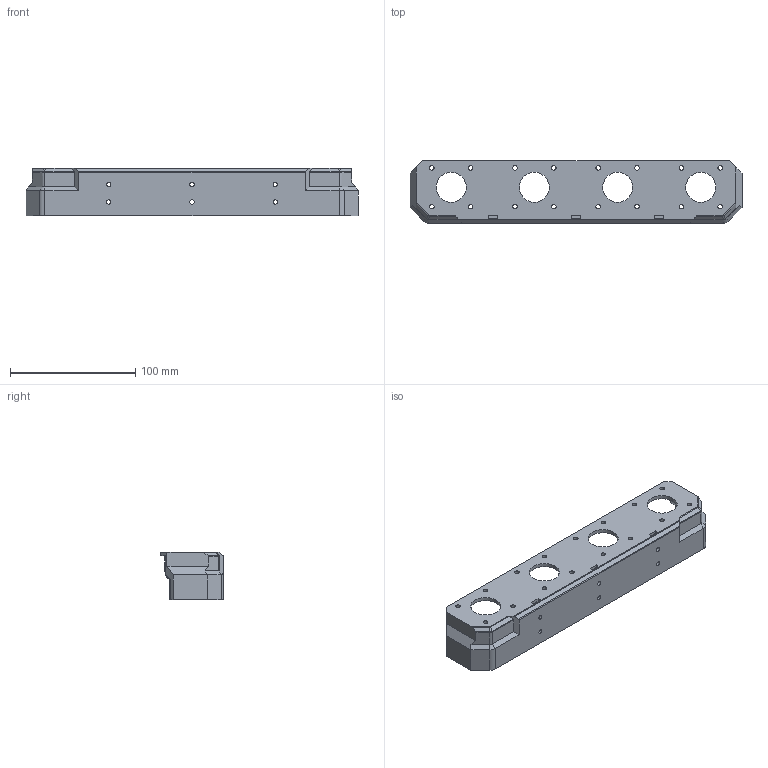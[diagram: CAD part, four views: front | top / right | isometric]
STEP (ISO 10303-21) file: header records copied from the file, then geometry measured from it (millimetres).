
FILE_DESCRIPTION (( 'STEP AP214' ), '1' );
FILE_NAME ('K1-kütük tutucu.STEP', '2024-10-08T07:50:40', ( '' ), ( '' ), 'SwSTEP 2.0', 'SolidWorks 2022', '' );
FILE_SCHEMA (( 'AUTOMOTIVE_DESIGN' ));
Length unit declared in the file: millimetre
Products named in the file (1): K1-kütük tutucu
Bounding box: 265 x 50 x 38 mm (x, y, z)
Volume: 129195.2 mm3; surface area: 53976.5 mm2
Topology: 1 solids, 1 shells, 184 faces, 511 edges, 332 vertices
Faces by surface type: cylinder 88, plane 82, bspline 12, cone 2
Entity records: 6264 total; most frequent: CARTESIAN_POINT 1461, ORIENTED_EDGE 1022, DIRECTION 949, EDGE_CURVE 511, VERTEX_POINT 332, AXIS2_PLACEMENT_3D 320, VECTOR 309, LINE 309
